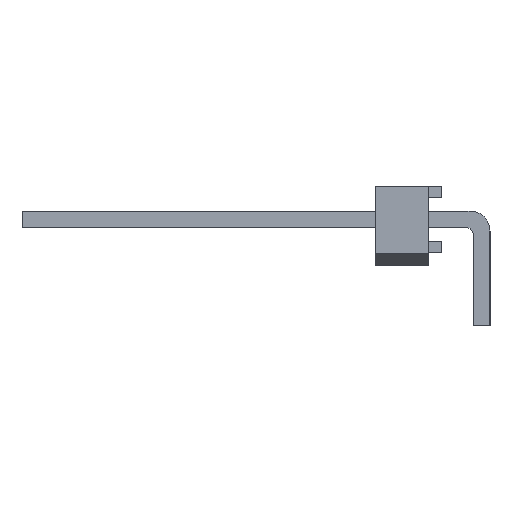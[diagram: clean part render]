
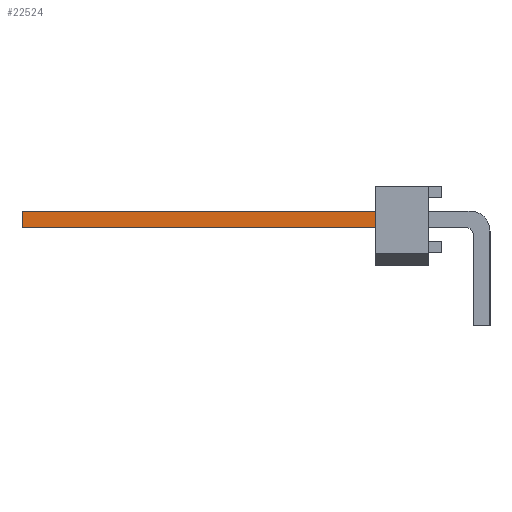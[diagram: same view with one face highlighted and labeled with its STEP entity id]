
A CAD part, left-side view. The second image highlights one B-rep face of the part: STEP entity #22524.
In plain terms, the highlighted face is planar.
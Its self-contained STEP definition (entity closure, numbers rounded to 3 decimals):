
#21569 = VERTEX_POINT('',#21570);
#21570 = CARTESIAN_POINT('',(18.098,17.526,-0.318));
#21576 = EDGE_CURVE('',#21577,#21569,#21579,.T.);
#21577 = VERTEX_POINT('',#21578);
#21578 = CARTESIAN_POINT('',(18.098,2.921,-0.318));
#21579 = LINE('',#21580,#21581);
#21580 = CARTESIAN_POINT('',(18.098,0.445,-0.318));
#21581 = VECTOR('',#21582,1.);
#21582 = DIRECTION('',(0.,1.,0.));
#22169 = VERTEX_POINT('',#22170);
#22170 = CARTESIAN_POINT('',(18.098,2.921,0.318));
#22176 = EDGE_CURVE('',#22177,#22169,#22179,.T.);
#22177 = VERTEX_POINT('',#22178);
#22178 = CARTESIAN_POINT('',(18.098,17.526,0.318));
#22179 = LINE('',#22180,#22181);
#22180 = CARTESIAN_POINT('',(18.098,17.526,0.318));
#22181 = VECTOR('',#22182,1.);
#22182 = DIRECTION('',(0.,-1.,0.));
#22513 = EDGE_CURVE('',#21569,#22177,#22514,.T.);
#22514 = LINE('',#22515,#22516);
#22515 = CARTESIAN_POINT('',(18.098,17.526,-0.318));
#22516 = VECTOR('',#22517,1.);
#22517 = DIRECTION('',(0.,0.,1.));
#22524 = ADVANCED_FACE('',(#22525),#22536,.T.);
#22525 = FACE_BOUND('',#22526,.T.);
#22526 = EDGE_LOOP('',(#22527,#22528,#22534,#22535));
#22527 = ORIENTED_EDGE('',*,*,#22176,.T.);
#22528 = ORIENTED_EDGE('',*,*,#22529,.T.);
#22529 = EDGE_CURVE('',#22169,#21577,#22530,.T.);
#22530 = LINE('',#22531,#22532);
#22531 = CARTESIAN_POINT('',(18.098,2.921,0.445));
#22532 = VECTOR('',#22533,1.);
#22533 = DIRECTION('',(0.,0.,-1.));
#22534 = ORIENTED_EDGE('',*,*,#21576,.T.);
#22535 = ORIENTED_EDGE('',*,*,#22513,.T.);
#22536 = PLANE('',#22537);
#22537 = AXIS2_PLACEMENT_3D('',#22538,#22539,#22540);
#22538 = CARTESIAN_POINT('',(18.098,0.445,0.445));
#22539 = DIRECTION('',(1.,0.,0.));
#22540 = DIRECTION('',(0.,0.,-1.));
